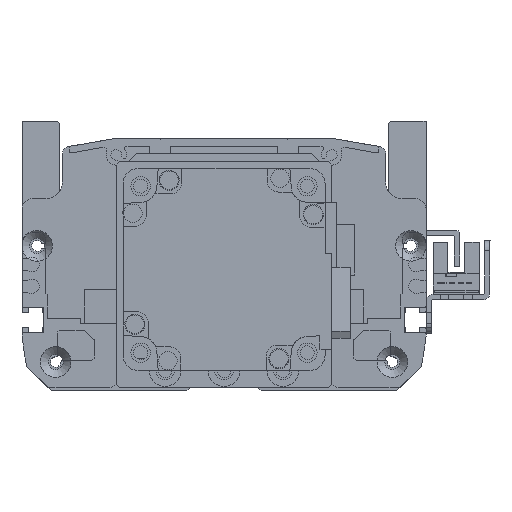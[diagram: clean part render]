
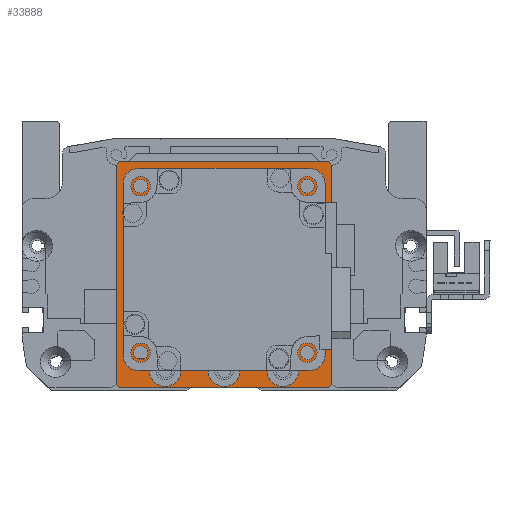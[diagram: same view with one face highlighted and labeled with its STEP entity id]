
A CAD part, front view. The second image highlights one B-rep face of the part: STEP entity #33888.
In plain terms, the highlighted face is planar.
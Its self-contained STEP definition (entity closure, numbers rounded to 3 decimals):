
#2421=FACE_BOUND('',#8034,.T.);
#2422=FACE_BOUND('',#8035,.T.);
#2423=FACE_BOUND('',#8036,.T.);
#2424=FACE_BOUND('',#8037,.T.);
#2425=FACE_BOUND('',#8038,.T.);
#2426=FACE_BOUND('',#8039,.T.);
#2427=FACE_BOUND('',#8040,.T.);
#2428=FACE_BOUND('',#8041,.T.);
#4055=CIRCLE('',#37739,25.);
#4056=CIRCLE('',#37740,2.067);
#4057=CIRCLE('',#37741,2.067);
#4058=CIRCLE('',#37742,2.067);
#4059=CIRCLE('',#37743,2.067);
#4060=CIRCLE('',#37744,4.75);
#4061=CIRCLE('',#37745,4.75);
#4062=CIRCLE('',#37746,4.75);
#5827=FACE_OUTER_BOUND('',#8033,.T.);
#8033=EDGE_LOOP('',(#29794,#29795,#29796,#29797,#29798,#29799,#29800,#29801));
#8034=EDGE_LOOP('',(#29802));
#8035=EDGE_LOOP('',(#29803));
#8036=EDGE_LOOP('',(#29804));
#8037=EDGE_LOOP('',(#29805));
#8038=EDGE_LOOP('',(#29806));
#8039=EDGE_LOOP('',(#29807));
#8040=EDGE_LOOP('',(#29808));
#8041=EDGE_LOOP('',(#29809));
#10560=LINE('',#59680,#13239);
#10562=LINE('',#59684,#13241);
#10565=LINE('',#59690,#13244);
#10566=LINE('',#59692,#13245);
#10567=LINE('',#59694,#13246);
#10568=LINE('',#59696,#13247);
#10569=LINE('',#59698,#13248);
#10570=LINE('',#59699,#13249);
#13239=VECTOR('',#46660,10.);
#13241=VECTOR('',#46664,10.);
#13244=VECTOR('',#46669,10.);
#13245=VECTOR('',#46670,10.);
#13246=VECTOR('',#46671,10.);
#13247=VECTOR('',#46672,10.);
#13248=VECTOR('',#46673,10.);
#13249=VECTOR('',#46674,10.);
#16463=VERTEX_POINT('',#59677);
#16464=VERTEX_POINT('',#59679);
#16465=VERTEX_POINT('',#59683);
#16467=VERTEX_POINT('',#59689);
#16468=VERTEX_POINT('',#59691);
#16469=VERTEX_POINT('',#59693);
#16470=VERTEX_POINT('',#59695);
#16471=VERTEX_POINT('',#59697);
#16472=VERTEX_POINT('',#59700);
#16473=VERTEX_POINT('',#59702);
#16474=VERTEX_POINT('',#59704);
#16475=VERTEX_POINT('',#59706);
#16476=VERTEX_POINT('',#59708);
#16477=VERTEX_POINT('',#59710);
#16478=VERTEX_POINT('',#59712);
#16479=VERTEX_POINT('',#59714);
#21004=EDGE_CURVE('',#16463,#16464,#10560,.T.);
#21006=EDGE_CURVE('',#16465,#16464,#10562,.T.);
#21009=EDGE_CURVE('',#16463,#16467,#10565,.T.);
#21010=EDGE_CURVE('',#16468,#16467,#10566,.T.);
#21011=EDGE_CURVE('',#16468,#16469,#10567,.T.);
#21012=EDGE_CURVE('',#16470,#16469,#10568,.T.);
#21013=EDGE_CURVE('',#16470,#16471,#10569,.T.);
#21014=EDGE_CURVE('',#16465,#16471,#10570,.T.);
#21015=EDGE_CURVE('',#16472,#16472,#4055,.T.);
#21016=EDGE_CURVE('',#16473,#16473,#4056,.T.);
#21017=EDGE_CURVE('',#16474,#16474,#4057,.T.);
#21018=EDGE_CURVE('',#16475,#16475,#4058,.T.);
#21019=EDGE_CURVE('',#16476,#16476,#4059,.T.);
#21020=EDGE_CURVE('',#16477,#16477,#4060,.T.);
#21021=EDGE_CURVE('',#16478,#16478,#4061,.T.);
#21022=EDGE_CURVE('',#16479,#16479,#4062,.T.);
#29794=ORIENTED_EDGE('',*,*,#21004,.F.);
#29795=ORIENTED_EDGE('',*,*,#21009,.T.);
#29796=ORIENTED_EDGE('',*,*,#21010,.F.);
#29797=ORIENTED_EDGE('',*,*,#21011,.T.);
#29798=ORIENTED_EDGE('',*,*,#21012,.F.);
#29799=ORIENTED_EDGE('',*,*,#21013,.T.);
#29800=ORIENTED_EDGE('',*,*,#21014,.F.);
#29801=ORIENTED_EDGE('',*,*,#21006,.T.);
#29802=ORIENTED_EDGE('',*,*,#21015,.T.);
#29803=ORIENTED_EDGE('',*,*,#21016,.T.);
#29804=ORIENTED_EDGE('',*,*,#21017,.T.);
#29805=ORIENTED_EDGE('',*,*,#21018,.T.);
#29806=ORIENTED_EDGE('',*,*,#21019,.T.);
#29807=ORIENTED_EDGE('',*,*,#21020,.T.);
#29808=ORIENTED_EDGE('',*,*,#21021,.T.);
#29809=ORIENTED_EDGE('',*,*,#21022,.T.);
#32216=PLANE('',#37738);
#33888=ADVANCED_FACE('',(#5827,#2421,#2422,#2423,#2424,#2425,#2426,#2427,
#2428),#32216,.T.);
#37738=AXIS2_PLACEMENT_3D('',#59688,#46667,#46668);
#37739=AXIS2_PLACEMENT_3D('',#59701,#46675,#46676);
#37740=AXIS2_PLACEMENT_3D('',#59703,#46677,#46678);
#37741=AXIS2_PLACEMENT_3D('',#59705,#46679,#46680);
#37742=AXIS2_PLACEMENT_3D('',#59707,#46681,#46682);
#37743=AXIS2_PLACEMENT_3D('',#59709,#46683,#46684);
#37744=AXIS2_PLACEMENT_3D('',#59711,#46685,#46686);
#37745=AXIS2_PLACEMENT_3D('',#59713,#46687,#46688);
#37746=AXIS2_PLACEMENT_3D('',#59715,#46689,#46690);
#46660=DIRECTION('',(0.707,0.707,0.));
#46664=DIRECTION('',(-1.,0.,0.));
#46667=DIRECTION('center_axis',(0.,0.,1.));
#46668=DIRECTION('ref_axis',(1.,0.,0.));
#46669=DIRECTION('',(0.,-1.,0.));
#46670=DIRECTION('',(-0.707,0.707,0.));
#46671=DIRECTION('',(1.,0.,0.));
#46672=DIRECTION('',(-0.707,-0.707,0.));
#46673=DIRECTION('',(0.,1.,0.));
#46674=DIRECTION('',(0.707,-0.707,0.));
#46675=DIRECTION('center_axis',(0.,0.,-1.));
#46676=DIRECTION('ref_axis',(1.,0.,0.));
#46677=DIRECTION('center_axis',(0.,0.,-1.));
#46678=DIRECTION('ref_axis',(1.,0.,0.));
#46679=DIRECTION('center_axis',(0.,0.,-1.));
#46680=DIRECTION('ref_axis',(1.,0.,0.));
#46681=DIRECTION('center_axis',(0.,0.,-1.));
#46682=DIRECTION('ref_axis',(1.,0.,0.));
#46683=DIRECTION('center_axis',(0.,0.,-1.));
#46684=DIRECTION('ref_axis',(1.,0.,0.));
#46685=DIRECTION('center_axis',(0.,0.,-1.));
#46686=DIRECTION('ref_axis',(1.,0.,0.));
#46687=DIRECTION('center_axis',(0.,0.,-1.));
#46688=DIRECTION('ref_axis',(1.,0.,0.));
#46689=DIRECTION('center_axis',(0.,0.,-1.));
#46690=DIRECTION('ref_axis',(1.,0.,0.));
#59677=CARTESIAN_POINT('',(-32.,31.,62.));
#59679=CARTESIAN_POINT('',(-31.,32.,62.));
#59680=CARTESIAN_POINT('',(-31.5,31.5,62.));
#59683=CARTESIAN_POINT('',(31.,32.,62.));
#59684=CARTESIAN_POINT('',(46.613,32.,62.));
#59688=CARTESIAN_POINT('Origin',(0.,0.,
62.));
#59689=CARTESIAN_POINT('',(-32.,-34.,62.));
#59690=CARTESIAN_POINT('',(-32.,35.,62.));
#59691=CARTESIAN_POINT('',(-31.,-35.,62.));
#59692=CARTESIAN_POINT('',(-32.25,-33.75,62.));
#59693=CARTESIAN_POINT('',(31.,-35.,62.));
#59694=CARTESIAN_POINT('',(-32.,-35.,62.));
#59695=CARTESIAN_POINT('',(32.,-34.,62.));
#59696=CARTESIAN_POINT('',(32.25,-33.75,62.));
#59697=CARTESIAN_POINT('',(32.,31.,62.));
#59698=CARTESIAN_POINT('',(32.,-35.,62.));
#59699=CARTESIAN_POINT('',(31.5,31.5,62.));
#59700=CARTESIAN_POINT('',(-25.,0.,62.));
#59701=CARTESIAN_POINT('Origin',(0.,0.,62.));
#59702=CARTESIAN_POINT('',(22.682,-24.749,62.));
#59703=CARTESIAN_POINT('Origin',(24.749,-24.749,62.));
#59704=CARTESIAN_POINT('',(22.682,24.749,62.));
#59705=CARTESIAN_POINT('Origin',(24.749,24.749,62.));
#59706=CARTESIAN_POINT('',(-26.816,24.749,62.));
#59707=CARTESIAN_POINT('Origin',(-24.749,24.749,62.));
#59708=CARTESIAN_POINT('',(-26.816,-24.749,62.));
#59709=CARTESIAN_POINT('Origin',(-24.749,-24.749,62.));
#59710=CARTESIAN_POINT('',(-4.75,-30.,62.));
#59711=CARTESIAN_POINT('Origin',(0.,-30.,62.));
#59712=CARTESIAN_POINT('',(12.75,-30.,62.));
#59713=CARTESIAN_POINT('Origin',(17.5,-30.,62.));
#59714=CARTESIAN_POINT('',(-22.25,-30.,62.));
#59715=CARTESIAN_POINT('Origin',(-17.5,-30.,62.));
